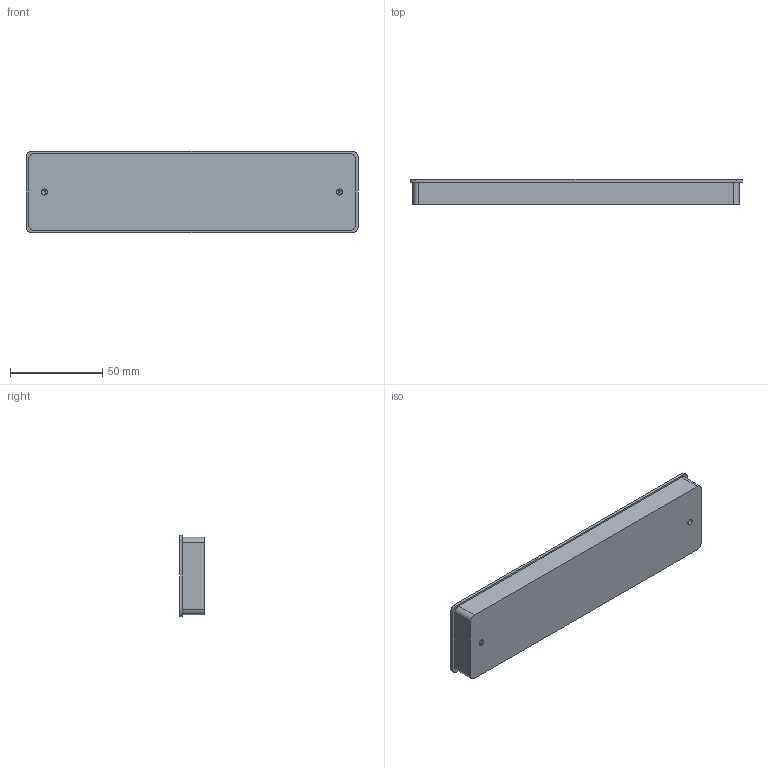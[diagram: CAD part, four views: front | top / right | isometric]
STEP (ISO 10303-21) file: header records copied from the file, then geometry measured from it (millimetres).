
FILE_DESCRIPTION (( 'STEP AP214' ), '1' );
FILE_NAME ('F002585,F002586,F002760_3D.step', '2022-07-07T08:10:19', ( '' ), ( '' ), 'SwSTEP 2.0', 'SolidWorks 2020', '' );
FILE_SCHEMA (( 'AUTOMOTIVE_DESIGN' ));
Length unit declared in the file: millimetre
Products named in the file (1): F002585,F002586,F002760_3D
Bounding box: 180 x 13.5 x 44 mm (x, y, z)
Volume: 31993.9 mm3; surface area: 39123.7 mm2
Topology: 1 solids, 1 shells, 50 faces, 148 edges, 94 vertices
Faces by surface type: plane 26, cylinder 20, cone 4
Entity records: 1760 total; most frequent: CARTESIAN_POINT 319, ORIENTED_EDGE 288, DIRECTION 288, EDGE_CURVE 144, VECTOR 98, LINE 98, AXIS2_PLACEMENT_3D 95, VERTEX_POINT 94
